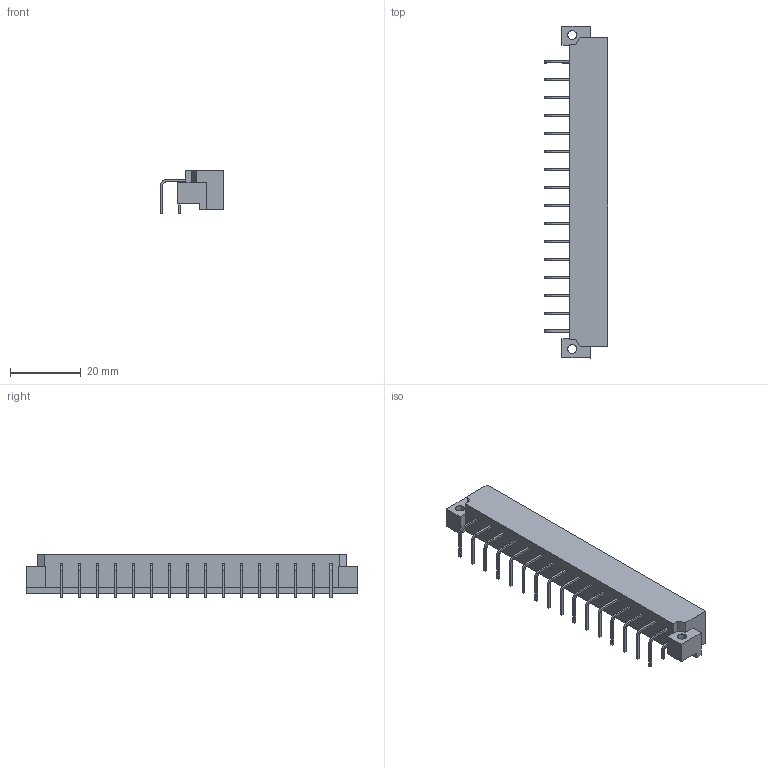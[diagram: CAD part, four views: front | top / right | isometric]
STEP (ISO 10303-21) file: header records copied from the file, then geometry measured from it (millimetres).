
FILE_DESCRIPTION((''),'2;1');
FILE_NAME('HARTING_09 04 132 6921.stp','2010-01-05T18:28:12',(''),(''),'Mechanical Desktop 2006','Mechanical Desktop 2006',', , ');
FILE_SCHEMA(('AUTOMOTIVE_DESIGN { 1 2 10303 214 0 1 1 1 }'));
Length unit declared in the file: millimetre
Products named in the file (1): Product
Bounding box: 18.02 x 94 x 12.4 mm (x, y, z)
Volume: 5735.4 mm3; surface area: 7023 mm2
Topology: 33 solids, 33 shells, 473 faces, 1190 edges, 794 vertices
Faces by surface type: plane 296, cylinder 128, bspline 49
Entity records: 14070 total; most frequent: CARTESIAN_POINT 2815, ORIENTED_EDGE 2376, DIRECTION 2164, EDGE_CURVE 1188, VECTOR 802, LINE 802, VERTEX_POINT 790, AXIS2_PLACEMENT_3D 681
